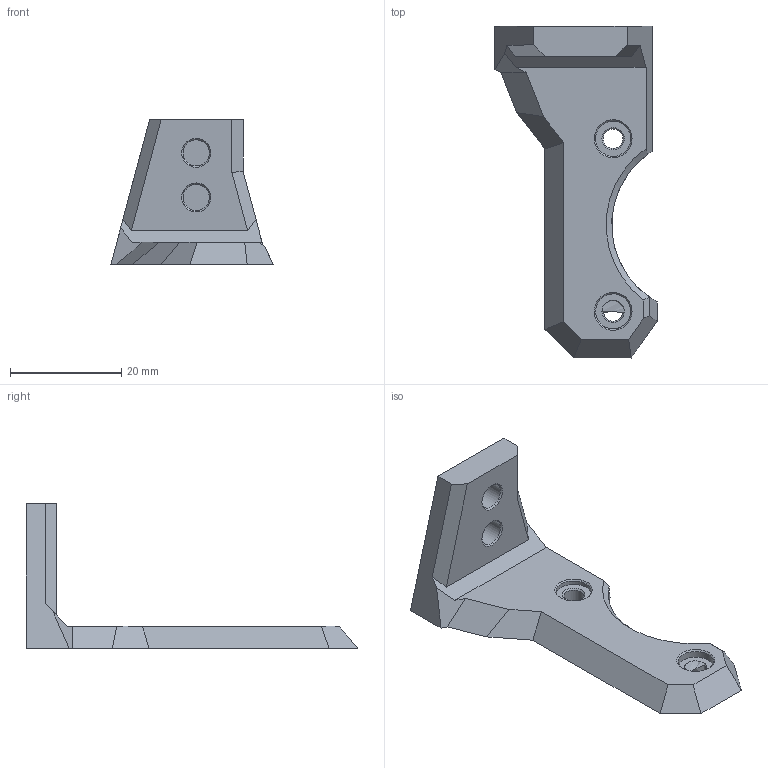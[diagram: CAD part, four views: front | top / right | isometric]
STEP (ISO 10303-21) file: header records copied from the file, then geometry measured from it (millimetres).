
FILE_DESCRIPTION(/* description */ (''),/* implementation_level */ '2;1');
FILE_NAME(/* name */ 'Drag_Chain_Mount_x1.step',/* time_stamp */ '2025-12-31T11:17:49-05:00',/* author */ (''),/* organization */ (''),/* preprocessor_version */ 'ST-DEVELOPER v20.1',/* originating_system */ 'Autodesk Translation Framework v14.21.0.0',/* authorisation */ '');
FILE_SCHEMA (('AUTOMOTIVE_DESIGN { 1 0 10303 214 3 1 1 }'));
Length unit declared in the file: millimetre
Products named in the file (1): Z Assembly
Bounding box: 29.13 x 59.56 x 26 mm (x, y, z)
Volume: 6053.2 mm3; surface area: 3938 mm2
Topology: 1 solids, 1 shells, 39 faces, 92 edges, 59 vertices
Faces by surface type: plane 25, cylinder 5, cone 5, bspline 4
Full cylindrical faces by diameter (mm): 3.5 x1, 4.7 x2, 6.3 x1
Entity records: 2077 total; most frequent: CARTESIAN_POINT 1156, ORIENTED_EDGE 184, DIRECTION 171, EDGE_CURVE 92, LINE 65, VECTOR 65, VERTEX_POINT 59, AXIS2_PLACEMENT_3D 53
